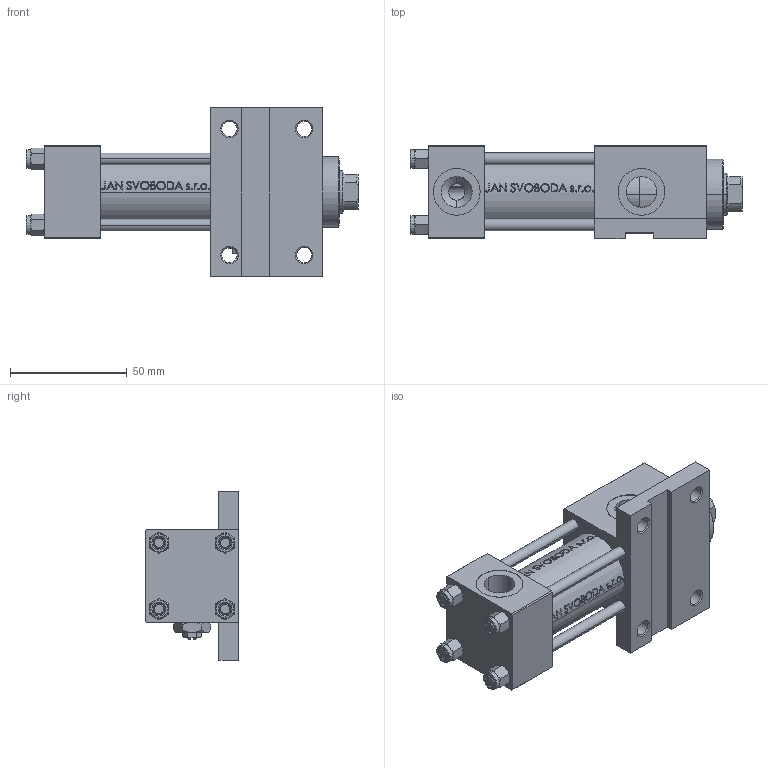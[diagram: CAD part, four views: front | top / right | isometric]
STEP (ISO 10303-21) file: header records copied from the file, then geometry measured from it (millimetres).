
FILE_DESCRIPTION (( 'STEP AP203' ), '1' );
FILE_NAME ('e75a.STEP', '2023-08-23T13:17:40', ( '' ), ( '' ), 'SwSTEP 2.0', 'SolidWorks 2019', '' );
FILE_SCHEMA (( 'CONFIG_CONTROL_DESIGN' ));
Length unit declared in the file: millimetre
Products named in the file (7): V215_VC_A a828b662ddb1e5f2ec17e7bff46799bf; Zatka_pro_OIL_PORT a828b662ddb1e5f2ec17e7bff46799bf; NUT_M5_F a828b662ddb1e5f2ec17e7bff46799bf; V215CR_F_Body a828b662ddb1e5f2ec17e7bff46799bf; e75a; V215CR_VCP_F a828b662ddb1e5f2ec17e7bff46799bf; V215CR_F_TYCINKA a828b662ddb1e5f2ec17e7bff46799bf
Assembly tree (12 placements, depth 2):
  e75a
    V215CR_F_Body a828b662ddb1e5f2ec17e7bff46799bf
    V215CR_VCP_F a828b662ddb1e5f2ec17e7bff46799bf
    V215CR_F_TYCINKA a828b662ddb1e5f2ec17e7bff46799bf  x4
    NUT_M5_F a828b662ddb1e5f2ec17e7bff46799bf  x4
    V215_VC_A a828b662ddb1e5f2ec17e7bff46799bf
    Zatka_pro_OIL_PORT a828b662ddb1e5f2ec17e7bff46799bf
Bounding box: 142 x 40 x 72 mm (x, y, z)
Volume: 159470.3 mm3; surface area: 61464.1 mm2
Topology: 12 solids, 12 shells, 1147 faces, 2838 edges, 1829 vertices
Faces by surface type: plane 459, bspline 380, cone 172, cylinder 128, torus 8
Entity records: 49209 total; most frequent: CARTESIAN_POINT 26416, ORIENTED_EDGE 5168, DIRECTION 3290, EDGE_CURVE 2584, VERTEX_POINT 1685, VECTOR 1316, LINE 1316, EDGE_LOOP 1163
